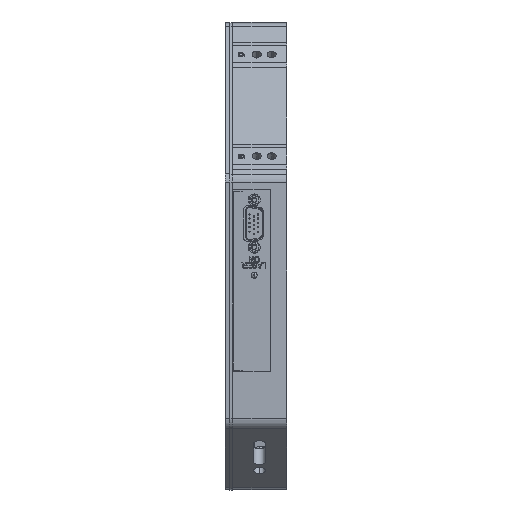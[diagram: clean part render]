
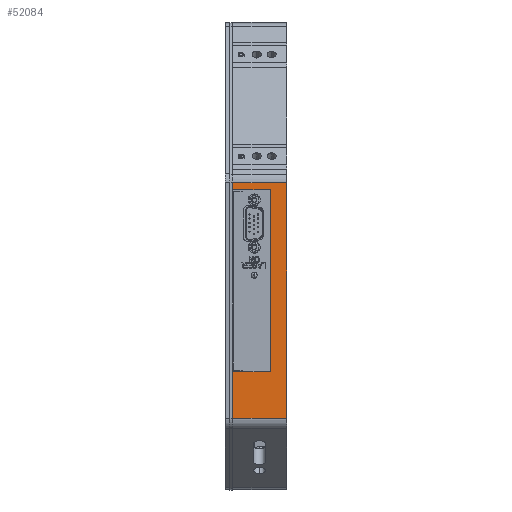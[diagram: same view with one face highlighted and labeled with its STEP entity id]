
A CAD part, left-side view. The second image highlights one B-rep face of the part: STEP entity #52084.
In plain terms, the highlighted planar face has unit normal (-1, 0, 0).
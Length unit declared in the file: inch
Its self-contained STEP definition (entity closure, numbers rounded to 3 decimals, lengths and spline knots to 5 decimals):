
#24 = CARTESIAN_POINT ( 'NONE',  ( -4.917, 0.1875, -1.627 ) ) ;
#2107 = CARTESIAN_POINT ( 'NONE',  ( -4.917, -0.5965, -1.627 ) ) ;
#2260 = LINE ( 'NONE', #36223, #16350 ) ;
#2386 = DIRECTION ( 'NONE',  ( 0., 0., 1. ) ) ;
#2639 = CARTESIAN_POINT ( 'NONE',  ( -4.917, 0.1875, -2.60066 ) ) ;
#3481 = EDGE_CURVE ( 'NONE', #21558, #55978, #28136, .T. ) ;
#3846 = CARTESIAN_POINT ( 'NONE',  ( -4.917, -0.5965, 2.175 ) ) ;
#4209 = CARTESIAN_POINT ( 'NONE',  ( -4.917, -0.9375, -2.60066 ) ) ;
#7099 = ORIENTED_EDGE ( 'NONE', *, *, #3481, .F. ) ;
#8064 = CARTESIAN_POINT ( 'NONE',  ( -4.917, -0.5965, 2.175 ) ) ;
#9894 = VECTOR ( 'NONE', #67042, 39.37008 ) ;
#12635 = LINE ( 'NONE', #25201, #44467 ) ;
#14881 = CARTESIAN_POINT ( 'NONE',  ( -4.917, -0.5965, -1.627 ) ) ;
#16350 = VECTOR ( 'NONE', #48208, 39.37008 ) ;
#19553 = CARTESIAN_POINT ( 'NONE',  ( -4.917, -0.9375, 2.31916 ) ) ;
#20145 = DIRECTION ( 'NONE',  ( 0., 1., 0. ) ) ;
#20741 = VECTOR ( 'NONE', #2386, 39.37008 ) ;
#20886 = DIRECTION ( 'NONE',  ( 0., 1., 0. ) ) ;
#21106 = ORIENTED_EDGE ( 'NONE', *, *, #50097, .T. ) ;
#21417 = VERTEX_POINT ( 'NONE', #37701 ) ;
#21558 = VERTEX_POINT ( 'NONE', #3846 ) ;
#21587 = VECTOR ( 'NONE', #62647, 39.37008 ) ;
#22156 = EDGE_CURVE ( 'NONE', #55978, #39015, #2260, .T. ) ;
#22624 = LINE ( 'NONE', #2639, #20741 ) ;
#25096 = CARTESIAN_POINT ( 'NONE',  ( -4.917, 0.1875, 2.175 ) ) ;
#25201 = CARTESIAN_POINT ( 'NONE',  ( -4.917, -0.5965, 2.175 ) ) ;
#25587 = ORIENTED_EDGE ( 'NONE', *, *, #40590, .T. ) ;
#27848 = PLANE ( 'NONE',  #70237 ) ;
#28114 = DIRECTION ( 'NONE',  ( -1., 0., 0. ) ) ;
#28136 = LINE ( 'NONE', #8064, #29972 ) ;
#29972 = VECTOR ( 'NONE', #20145, 39.37008 ) ;
#34086 = ORIENTED_EDGE ( 'NONE', *, *, #22156, .F. ) ;
#34144 = ORIENTED_EDGE ( 'NONE', *, *, #75896, .F. ) ;
#34145 = VECTOR ( 'NONE', #70126, 39.37008 ) ;
#36223 = CARTESIAN_POINT ( 'NONE',  ( -4.917, 0.1875, -2.60066 ) ) ;
#36560 = EDGE_CURVE ( 'NONE', #21417, #58311, #38722, .T. ) ;
#37701 = CARTESIAN_POINT ( 'NONE',  ( -4.917, -0.9375, -2.60066 ) ) ;
#38687 = CARTESIAN_POINT ( 'NONE',  ( -4.917, -0.9375, -2.60066 ) ) ;
#38722 = LINE ( 'NONE', #38687, #52690 ) ;
#39015 = VERTEX_POINT ( 'NONE', #70096 ) ;
#39734 = ORIENTED_EDGE ( 'NONE', *, *, #36560, .F. ) ;
#40590 = EDGE_CURVE ( 'NONE', #21417, #46016, #68754, .T. ) ;
#44467 = VECTOR ( 'NONE', #66940, 39.37008 ) ;
#44471 = CARTESIAN_POINT ( 'NONE',  ( -4.917, -0.9375, 2.31916 ) ) ;
#46016 = VERTEX_POINT ( 'NONE', #44471 ) ;
#48208 = DIRECTION ( 'NONE',  ( 0., 0., 1. ) ) ;
#50097 = EDGE_CURVE ( 'NONE', #76498, #57824, #69258, .T. ) ;
#50243 = CARTESIAN_POINT ( 'NONE',  ( -4.917, 0.1875, -2.60066 ) ) ;
#50537 = EDGE_LOOP ( 'NONE', ( #7099, #71589, #21106, #34144, #39734, #25587, #57440, #34086 ) ) ;
#52084 = ADVANCED_FACE ( 'NONE', ( #75236 ), #27848, .T. ) ;
#52690 = VECTOR ( 'NONE', #20886, 39.37008 ) ;
#55713 = LINE ( 'NONE', #19553, #9894 ) ;
#55978 = VERTEX_POINT ( 'NONE', #25096 ) ;
#57440 = ORIENTED_EDGE ( 'NONE', *, *, #67072, .T. ) ;
#57824 = VERTEX_POINT ( 'NONE', #24 ) ;
#58311 = VERTEX_POINT ( 'NONE', #50243 ) ;
#62647 = DIRECTION ( 'NONE',  ( 0., 1., 0. ) ) ;
#63862 = CARTESIAN_POINT ( 'NONE',  ( -4.917, -0.9375, -2.60066 ) ) ;
#66940 = DIRECTION ( 'NONE',  ( 0., 0., 1. ) ) ;
#67042 = DIRECTION ( 'NONE',  ( 0., 1., 0. ) ) ;
#67072 = EDGE_CURVE ( 'NONE', #46016, #39015, #55713, .T. ) ;
#67575 = EDGE_CURVE ( 'NONE', #76498, #21558, #12635, .T. ) ;
#68754 = LINE ( 'NONE', #4209, #34145 ) ;
#69258 = LINE ( 'NONE', #14881, #21587 ) ;
#69933 = DIRECTION ( 'NONE',  ( 0., 0., 1. ) ) ;
#70096 = CARTESIAN_POINT ( 'NONE',  ( -4.917, 0.1875, 2.31916 ) ) ;
#70126 = DIRECTION ( 'NONE',  ( 0., 0., 1. ) ) ;
#70237 = AXIS2_PLACEMENT_3D ( 'NONE', #63862, #28114, #69933 ) ;
#71589 = ORIENTED_EDGE ( 'NONE', *, *, #67575, .F. ) ;
#75236 = FACE_OUTER_BOUND ( 'NONE', #50537, .T. ) ;
#75896 = EDGE_CURVE ( 'NONE', #58311, #57824, #22624, .T. ) ;
#76498 = VERTEX_POINT ( 'NONE', #2107 ) ;
